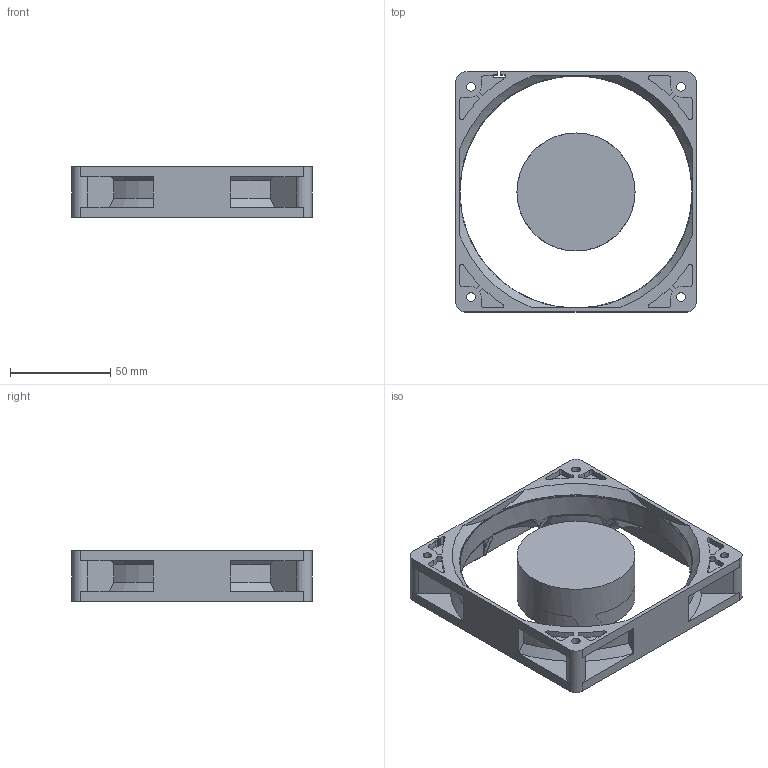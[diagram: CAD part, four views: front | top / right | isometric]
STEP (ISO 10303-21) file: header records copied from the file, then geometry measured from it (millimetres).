
FILE_DESCRIPTION((''),'2;1');
FILE_NAME('F','2016-10-28T',('HAOHUNG.HUANG'),(''),'PRO/ENGINEER BY PARAMETRIC TECHNOLOGY CORPORATION, 2010180','PRO/ENGINEER BY PARAMETRIC TECHNOLOGY CORPORATION, 2010180','');
FILE_SCHEMA(('CONFIG_CONTROL_DESIGN'));
Length unit declared in the file: millimetre
Products named in the file (1): F
Bounding box: 120 x 120 x 25.4 mm (x, y, z)
Volume: 121774.4 mm3; surface area: 48583.1 mm2
Topology: 2 solids, 4 shells, 383 faces, 1113 edges, 746 vertices
Faces by surface type: plane 153, cylinder 108, bspline 64, cone 36, torus 19, extrusion 3
Entity records: 24276 total; most frequent: CARTESIAN_POINT 14609, ORIENTED_EDGE 2194, DIRECTION 1774, EDGE_CURVE 1111, VERTEX_POINT 745, AXIS2_PLACEMENT_3D 648, VECTOR 478, LINE 475
